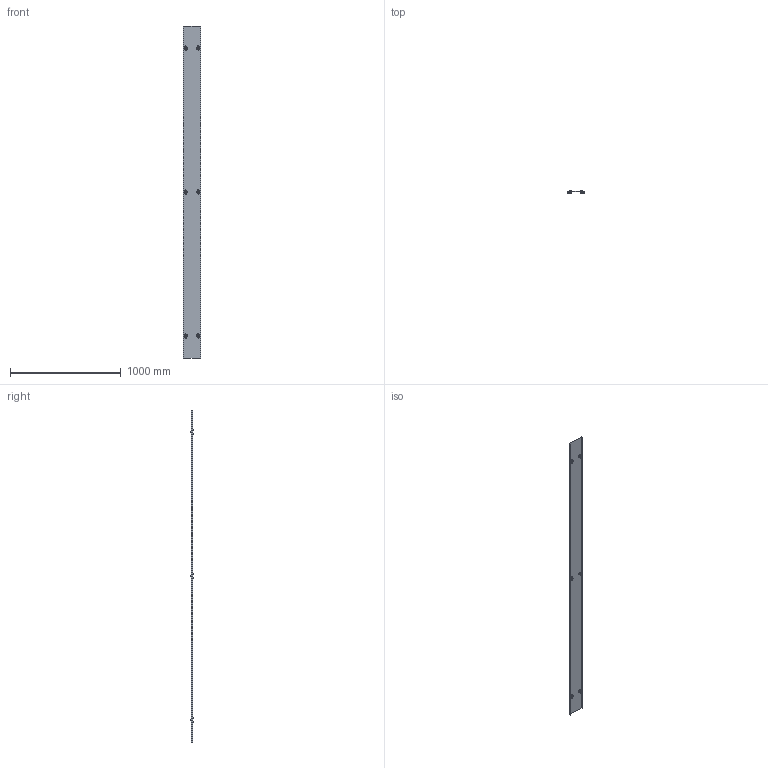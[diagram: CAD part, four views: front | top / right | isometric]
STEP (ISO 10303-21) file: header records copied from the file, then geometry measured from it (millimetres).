
FILE_DESCRIPTION (( 'STEP AP214' ), '1' );
FILE_NAME ('6052982.stp', '2020-06-29T12:51:58', ( '' ), ( '' ), 'SwSTEP 2.0', 'SolidWorks 2018', '' );
FILE_SCHEMA (( 'AUTOMOTIVE_DESIGN' ));
Length unit declared in the file: millimetre
Products named in the file (6): 099600_Standard; 6052982; KTS 14.002-012_M8x16; KTS 08.083-001_Standard; 116611_150x3000 s=1,0; 020263_DIN EN ISO 10511 - M8 
Assembly tree (25 placements, depth 2):
  6052982
    116611_150x3000 s=1,0
    099600_Standard  x6
    020263_DIN EN ISO 10511 - M8   x6
    KTS 08.083-001_Standard  x6
    KTS 14.002-012_M8x16  x6
Bounding box: 154 x 24.53 x 3000 mm (x, y, z)
Volume: 560960.4 mm3; surface area: 1100732 mm2
Topology: 25 solids, 25 shells, 714 faces, 1716 edges, 1070 vertices
Faces by surface type: plane 294, bspline 204, cylinder 108, cone 72, torus 24, sphere 12
Entity records: 6552 total; most frequent: CARTESIAN_POINT 3017, ORIENTED_EDGE 712, DIRECTION 590, EDGE_CURVE 356, VERTEX_POINT 225, AXIS2_PLACEMENT_3D 222, EDGE_LOOP 165, VECTOR 146
